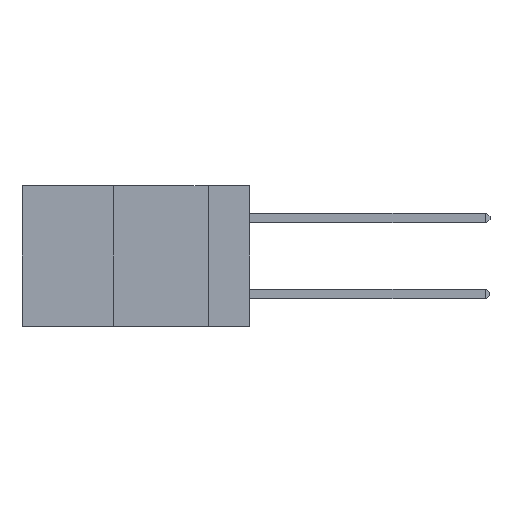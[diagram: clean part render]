
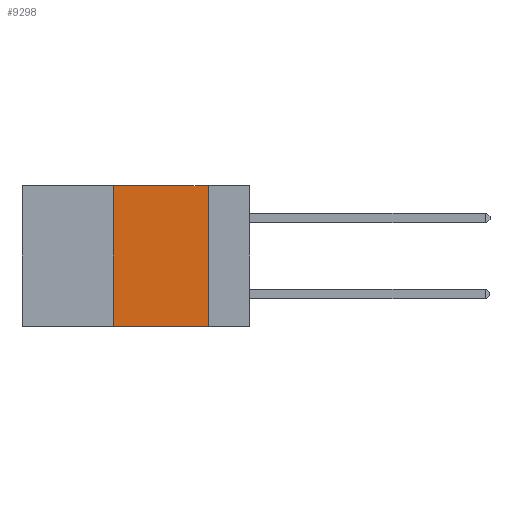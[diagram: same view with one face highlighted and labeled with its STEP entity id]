
A CAD part, left-side view. The second image highlights one B-rep face of the part: STEP entity #9298.
In plain terms, the highlighted planar face has unit normal (-1, 0, 0).
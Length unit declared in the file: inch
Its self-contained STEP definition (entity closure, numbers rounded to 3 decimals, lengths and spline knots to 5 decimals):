
#438 = LINE ( 'NONE', #4828, #2832 ) ;
#1808 = VERTEX_POINT ( 'NONE', #6455 ) ;
#2112 = VERTEX_POINT ( 'NONE', #3915 ) ;
#2337 = LINE ( 'NONE', #8936, #6304 ) ;
#2593 = EDGE_LOOP ( 'NONE', ( #3122, #3131, #3247, #3363 ) ) ;
#2832 = VECTOR ( 'NONE', #4072, 39.37008 ) ;
#3017 = DIRECTION ( 'NONE',  ( 0., 0., -1. ) ) ;
#3122 = ORIENTED_EDGE ( 'NONE', *, *, #7545, .F. ) ;
#3131 = ORIENTED_EDGE ( 'NONE', *, *, #8203, .F. ) ;
#3247 = ORIENTED_EDGE ( 'NONE', *, *, #3386, .F. ) ;
#3321 = VECTOR ( 'NONE', #8328, 39.37008 ) ;
#3363 = ORIENTED_EDGE ( 'NONE', *, *, #7120, .T. ) ;
#3386 = EDGE_CURVE ( 'NONE', #2112, #1808, #9392, .T. ) ;
#3915 = CARTESIAN_POINT ( 'NONE',  ( 0., 0.36, -0.37 ) ) ;
#4072 = DIRECTION ( 'NONE',  ( 0., -1., 0. ) ) ;
#4828 = CARTESIAN_POINT ( 'NONE',  ( 0., 0.6, 0. ) ) ;
#5904 = DIRECTION ( 'NONE',  ( 0., -1., 0. ) ) ;
#6126 = AXIS2_PLACEMENT_3D ( 'NONE', #9109, #7715, #3017 ) ;
#6133 = PLANE ( 'NONE',  #6126 ) ;
#6304 = VECTOR ( 'NONE', #5904, 39.37008 ) ;
#6336 = CARTESIAN_POINT ( 'NONE',  ( 0., 0.11, 0. ) ) ;
#6455 = CARTESIAN_POINT ( 'NONE',  ( 0., 0.36, 0. ) ) ;
#6922 = VERTEX_POINT ( 'NONE', #7355 ) ;
#7120 = EDGE_CURVE ( 'NONE', #2112, #7449, #2337, .T. ) ;
#7298 = VECTOR ( 'NONE', #9322, 39.37008 ) ;
#7355 = CARTESIAN_POINT ( 'NONE',  ( 0., 0.11, 0. ) ) ;
#7449 = VERTEX_POINT ( 'NONE', #9903 ) ;
#7545 = EDGE_CURVE ( 'NONE', #6922, #7449, #7546, .T. ) ;
#7546 = LINE ( 'NONE', #6336, #7298 ) ;
#7715 = DIRECTION ( 'NONE',  ( 1., 0., 0. ) ) ;
#8203 = EDGE_CURVE ( 'NONE', #1808, #6922, #438, .T. ) ;
#8328 = DIRECTION ( 'NONE',  ( 0., 0., 1. ) ) ;
#8353 = CARTESIAN_POINT ( 'NONE',  ( 0., 0.36, 0. ) ) ;
#8848 = FACE_OUTER_BOUND ( 'NONE', #2593, .T. ) ;
#8936 = CARTESIAN_POINT ( 'NONE',  ( 0., 0.6, -0.37 ) ) ;
#9109 = CARTESIAN_POINT ( 'NONE',  ( 0., 0.6, 0. ) ) ;
#9298 = ADVANCED_FACE ( 'NONE', ( #8848 ), #6133, .F. ) ;
#9322 = DIRECTION ( 'NONE',  ( 0., 0., -1. ) ) ;
#9392 = LINE ( 'NONE', #8353, #3321 ) ;
#9903 = CARTESIAN_POINT ( 'NONE',  ( 0., 0.11, -0.37 ) ) ;
